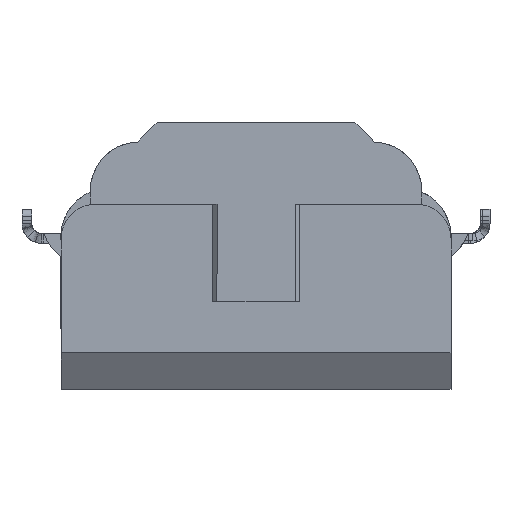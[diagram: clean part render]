
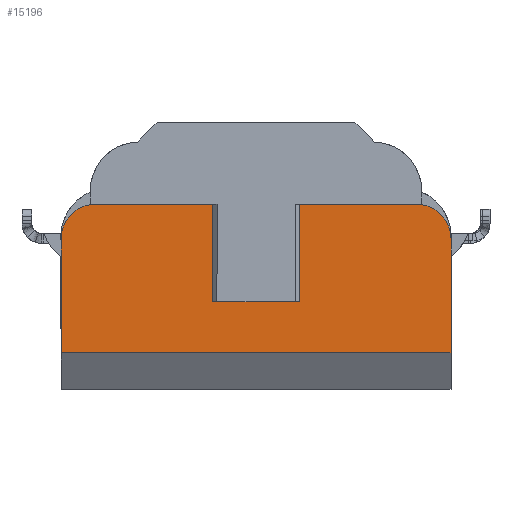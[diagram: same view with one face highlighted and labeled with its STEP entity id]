
A CAD part, left-side view. The second image highlights one B-rep face of the part: STEP entity #15196.
In plain terms, the highlighted planar face has unit normal (-1, 0, 0).
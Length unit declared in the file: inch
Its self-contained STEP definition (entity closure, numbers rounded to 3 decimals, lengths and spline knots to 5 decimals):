
#551 = CARTESIAN_POINT ( 'NONE',  ( -0.50197, 0.12945, 0.05906 ) ) ;
#617 = CARTESIAN_POINT ( 'NONE',  ( -0.50197, -0.03543, 0.05906 ) ) ;
#674 = VECTOR ( 'NONE', #17783, 39.37008 ) ;
#787 = DIRECTION ( 'NONE',  ( 0., 1., 0. ) ) ;
#951 = VECTOR ( 'NONE', #6714, 39.37008 ) ;
#1165 = ORIENTED_EDGE ( 'NONE', *, *, #7553, .T. ) ;
#1534 = VERTEX_POINT ( 'NONE', #6596 ) ;
#1796 = AXIS2_PLACEMENT_3D ( 'NONE', #12356, #9460, #8230 ) ;
#2072 = LINE ( 'NONE', #16362, #13314 ) ;
#2452 = VERTEX_POINT ( 'NONE', #17122 ) ;
#2745 = CARTESIAN_POINT ( 'NONE',  ( -0.50197, 0., 0. ) ) ;
#2815 = CARTESIAN_POINT ( 'NONE',  ( -0.50197, -0.12945, 0.05906 ) ) ;
#3325 = ORIENTED_EDGE ( 'NONE', *, *, #6882, .F. ) ;
#3615 = CARTESIAN_POINT ( 'NONE',  ( -0.50197, 0., -0.06102 ) ) ;
#3684 = CARTESIAN_POINT ( 'NONE',  ( -0.50197, -0.15748, 0.03103 ) ) ;
#4508 = VERTEX_POINT ( 'NONE', #551 ) ;
#4709 = EDGE_LOOP ( 'NONE', ( #13451, #10738, #1165, #14032, #5078, #15375, #5281, #3325, #17447, #6927 ) ) ;
#4775 = EDGE_CURVE ( 'NONE', #1534, #16161, #10248, .T. ) ;
#5015 = LINE ( 'NONE', #3615, #11937 ) ;
#5059 = CARTESIAN_POINT ( 'NONE',  ( -0.50197, -0.03543, -0.01969 ) ) ;
#5064 = CARTESIAN_POINT ( 'NONE',  ( -0.50197, 0.15748, -0.06102 ) ) ;
#5078 = ORIENTED_EDGE ( 'NONE', *, *, #16395, .T. ) ;
#5125 = LINE ( 'NONE', #13645, #951 ) ;
#5281 = ORIENTED_EDGE ( 'NONE', *, *, #12646, .T. ) ;
#5637 = CARTESIAN_POINT ( 'NONE',  ( -0.50197, -0.03543, 0.01969 ) ) ;
#5788 = EDGE_CURVE ( 'NONE', #16119, #9397, #11940, .T. ) ;
#5907 = CARTESIAN_POINT ( 'NONE',  ( -0.50197, -0.08244, 0.05906 ) ) ;
#6385 = DIRECTION ( 'NONE',  ( -1., 0., 0. ) ) ;
#6596 = CARTESIAN_POINT ( 'NONE',  ( -0.50197, 0.03543, -0.01969 ) ) ;
#6610 = CIRCLE ( 'NONE', #12578, 0.02803 ) ;
#6714 = DIRECTION ( 'NONE',  ( 0., 0., -1. ) ) ;
#6882 = EDGE_CURVE ( 'NONE', #16313, #17878, #5015, .T. ) ;
#6927 = ORIENTED_EDGE ( 'NONE', *, *, #5788, .T. ) ;
#7490 = VECTOR ( 'NONE', #11331, 39.37008 ) ;
#7518 = DIRECTION ( 'NONE',  ( 0., 0., 1. ) ) ;
#7553 = EDGE_CURVE ( 'NONE', #16426, #1534, #17806, .T. ) ;
#7695 = LINE ( 'NONE', #10430, #674 ) ;
#8000 = DIRECTION ( 'NONE',  ( 0., 1., 0. ) ) ;
#8126 = EDGE_CURVE ( 'NONE', #17199, #16426, #18419, .T. ) ;
#8230 = DIRECTION ( 'NONE',  ( 0., 1., 0. ) ) ;
#8449 = DIRECTION ( 'NONE',  ( 0., 0., 1. ) ) ;
#8528 = LINE ( 'NONE', #5907, #11508 ) ;
#8569 = EDGE_CURVE ( 'NONE', #16313, #16119, #7695, .T. ) ;
#9397 = VERTEX_POINT ( 'NONE', #2815 ) ;
#9460 = DIRECTION ( 'NONE',  ( -1., 0., 0. ) ) ;
#9872 = DIRECTION ( 'NONE',  ( -1., 0., 0. ) ) ;
#10217 = DIRECTION ( 'NONE',  ( 0., 1., 0. ) ) ;
#10248 = LINE ( 'NONE', #16205, #16068 ) ;
#10307 = CARTESIAN_POINT ( 'NONE',  ( -0.50197, -0.15748, -0.06102 ) ) ;
#10430 = CARTESIAN_POINT ( 'NONE',  ( -0.50197, -0.15748, -0.015 ) ) ;
#10738 = ORIENTED_EDGE ( 'NONE', *, *, #8126, .T. ) ;
#10993 = EDGE_CURVE ( 'NONE', #4508, #2452, #6610, .T. ) ;
#11089 = PLANE ( 'NONE',  #12649 ) ;
#11331 = DIRECTION ( 'NONE',  ( 0., 0., -1. ) ) ;
#11508 = VECTOR ( 'NONE', #10217, 39.37008 ) ;
#11937 = VECTOR ( 'NONE', #13538, 39.37008 ) ;
#11940 = CIRCLE ( 'NONE', #1796, 0.02803 ) ;
#11946 = CARTESIAN_POINT ( 'NONE',  ( -0.50197, 0., -0.01969 ) ) ;
#12356 = CARTESIAN_POINT ( 'NONE',  ( -0.50197, -0.12945, 0.03103 ) ) ;
#12578 = AXIS2_PLACEMENT_3D ( 'NONE', #17853, #6385, #787 ) ;
#12646 = EDGE_CURVE ( 'NONE', #2452, #17878, #5125, .T. ) ;
#12649 = AXIS2_PLACEMENT_3D ( 'NONE', #2745, #9872, #8449 ) ;
#13314 = VECTOR ( 'NONE', #17663, 39.37008 ) ;
#13451 = ORIENTED_EDGE ( 'NONE', *, *, #17727, .T. ) ;
#13510 = CARTESIAN_POINT ( 'NONE',  ( -0.50197, 0.03543, 0.05906 ) ) ;
#13538 = DIRECTION ( 'NONE',  ( 0., 1., 0. ) ) ;
#13645 = CARTESIAN_POINT ( 'NONE',  ( -0.50197, 0.15748, -0.015 ) ) ;
#13894 = FACE_OUTER_BOUND ( 'NONE', #4709, .T. ) ;
#14032 = ORIENTED_EDGE ( 'NONE', *, *, #4775, .T. ) ;
#15196 = ADVANCED_FACE ( 'NONE', ( #13894 ), #11089, .T. ) ;
#15375 = ORIENTED_EDGE ( 'NONE', *, *, #10993, .T. ) ;
#15530 = VECTOR ( 'NONE', #8000, 39.37008 ) ;
#16068 = VECTOR ( 'NONE', #7518, 39.37008 ) ;
#16119 = VERTEX_POINT ( 'NONE', #3684 ) ;
#16161 = VERTEX_POINT ( 'NONE', #13510 ) ;
#16205 = CARTESIAN_POINT ( 'NONE',  ( -0.50197, 0.03543, 0.01969 ) ) ;
#16313 = VERTEX_POINT ( 'NONE', #10307 ) ;
#16362 = CARTESIAN_POINT ( 'NONE',  ( -0.50197, 0.08244, 0.05906 ) ) ;
#16395 = EDGE_CURVE ( 'NONE', #16161, #4508, #2072, .T. ) ;
#16426 = VERTEX_POINT ( 'NONE', #5059 ) ;
#17122 = CARTESIAN_POINT ( 'NONE',  ( -0.50197, 0.15748, 0.03103 ) ) ;
#17199 = VERTEX_POINT ( 'NONE', #617 ) ;
#17447 = ORIENTED_EDGE ( 'NONE', *, *, #8569, .T. ) ;
#17663 = DIRECTION ( 'NONE',  ( 0., 1., 0. ) ) ;
#17727 = EDGE_CURVE ( 'NONE', #9397, #17199, #8528, .T. ) ;
#17783 = DIRECTION ( 'NONE',  ( 0., 0., 1. ) ) ;
#17806 = LINE ( 'NONE', #11946, #15530 ) ;
#17853 = CARTESIAN_POINT ( 'NONE',  ( -0.50197, 0.12945, 0.03103 ) ) ;
#17878 = VERTEX_POINT ( 'NONE', #5064 ) ;
#18419 = LINE ( 'NONE', #5637, #7490 ) ;
